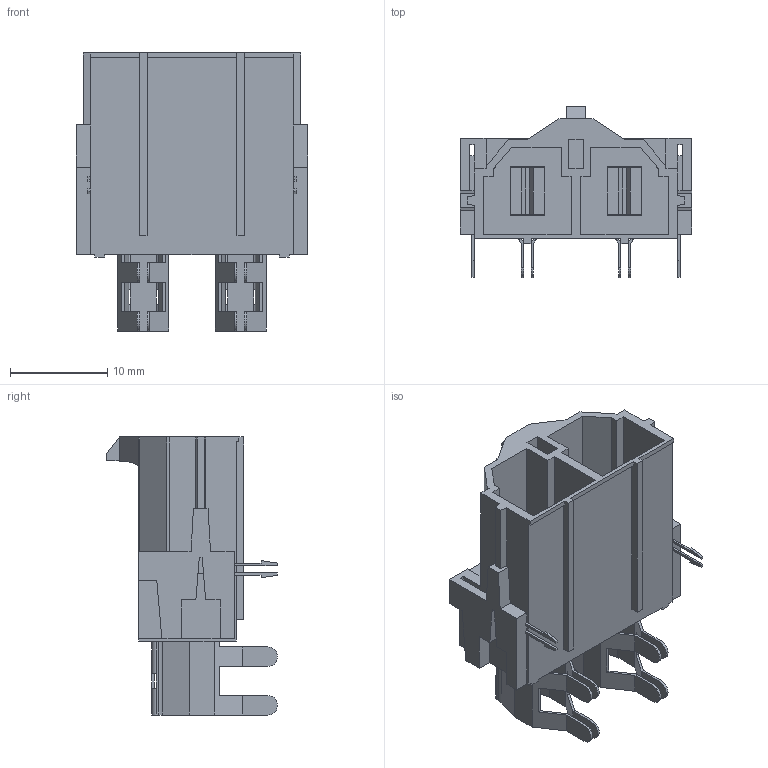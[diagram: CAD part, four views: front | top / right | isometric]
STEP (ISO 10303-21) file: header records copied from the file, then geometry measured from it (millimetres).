
FILE_DESCRIPTION((''),'2;1');
FILE_NAME('428202213','2009-08-20T',('PNB'),(''),'PRO/ENGINEER BY PARAMETRIC TECHNOLOGY CORPORATION, 2003451','PRO/ENGINEER BY PARAMETRIC TECHNOLOGY CORPORATION, 2003451','');
FILE_SCHEMA(('CONFIG_CONTROL_DESIGN'));
Length unit declared in the file: millimetre
Products named in the file (1): 428202213
Bounding box: 23.82 x 17.6 x 28.6 mm (x, y, z)
Volume: 2681.9 mm3; surface area: 3840.3 mm2
Topology: 1 solids, 1 shells, 312 faces, 911 edges, 596 vertices
Faces by surface type: plane 279, cylinder 33
Entity records: 10190 total; most frequent: CARTESIAN_POINT 1819, ORIENTED_EDGE 1798, DIRECTION 1613, EDGE_CURVE 899, VECTOR 833, LINE 833, VERTEX_POINT 584, AXIS2_PLACEMENT_3D 390
